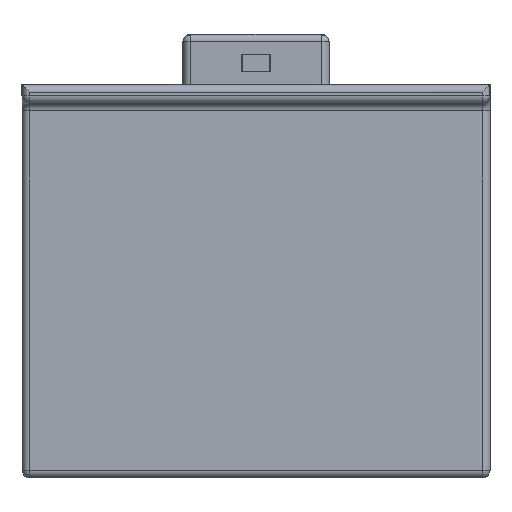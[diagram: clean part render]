
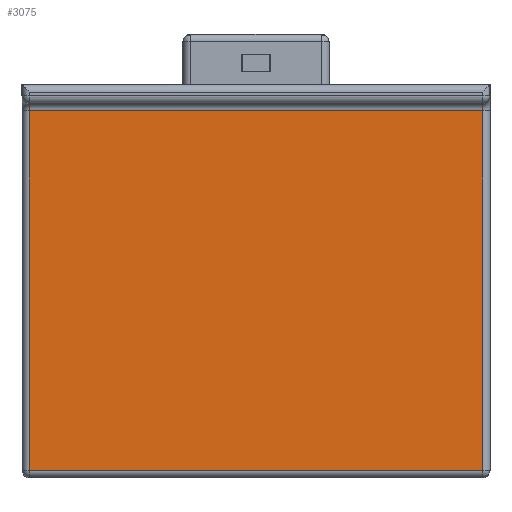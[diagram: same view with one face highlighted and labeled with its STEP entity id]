
A CAD part, left-side view. The second image highlights one B-rep face of the part: STEP entity #3075.
In plain terms, the highlighted planar face has unit normal (-1, 0, 0).
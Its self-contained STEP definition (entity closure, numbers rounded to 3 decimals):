
#98=PLANE('',#3335);
#265=FACE_OUTER_BOUND('',#449,.T.);
#449=EDGE_LOOP('',(#2232,#2233,#2234,#2235));
#631=LINE('',#4888,#839);
#636=LINE('',#4909,#844);
#638=LINE('',#4912,#846);
#649=LINE('',#4949,#857);
#839=VECTOR('',#3817,10.);
#844=VECTOR('',#3842,10.);
#846=VECTOR('',#3846,10.);
#857=VECTOR('',#3889,10.);
#1321=VERTEX_POINT('',#4870);
#1325=VERTEX_POINT('',#4879);
#1330=VERTEX_POINT('',#4895);
#1334=VERTEX_POINT('',#4904);
#1645=EDGE_CURVE('',#1325,#1321,#631,.T.);
#1656=EDGE_CURVE('',#1330,#1334,#636,.T.);
#1658=EDGE_CURVE('',#1334,#1325,#638,.T.);
#1677=EDGE_CURVE('',#1321,#1330,#649,.T.);
#2232=ORIENTED_EDGE('',*,*,#1656,.F.);
#2233=ORIENTED_EDGE('',*,*,#1677,.F.);
#2234=ORIENTED_EDGE('',*,*,#1645,.F.);
#2235=ORIENTED_EDGE('',*,*,#1658,.F.);
#3075=ADVANCED_FACE('',(#265),#98,.T.);
#3335=AXIS2_PLACEMENT_3D('',#4964,#3911,#3912);
#3817=DIRECTION('',(0.,-1.,0.));
#3842=DIRECTION('',(0.,1.,0.));
#3846=DIRECTION('',(0.,0.,1.));
#3889=DIRECTION('',(0.,0.,-1.));
#3911=DIRECTION('center_axis',(-1.,0.,0.));
#3912=DIRECTION('ref_axis',(0.,0.,1.));
#4870=CARTESIAN_POINT('',(0.,4.,-4.));
#4879=CARTESIAN_POINT('',(0.,246.,-4.));
#4888=CARTESIAN_POINT('',(0.,0.,-4.));
#4895=CARTESIAN_POINT('',(0.,4.,-196.));
#4904=CARTESIAN_POINT('',(0.,246.,-196.));
#4909=CARTESIAN_POINT('',(0.,0.,-196.));
#4912=CARTESIAN_POINT('',(0.,246.,-147.5));
#4949=CARTESIAN_POINT('',(0.,4.,-147.5));
#4964=CARTESIAN_POINT('Origin',(0.,0.,-200.));
